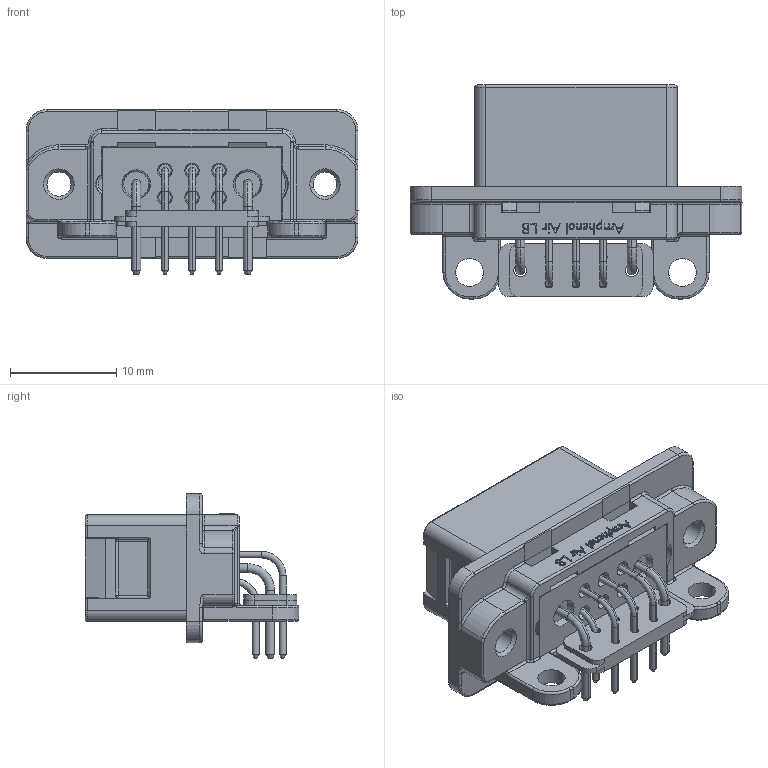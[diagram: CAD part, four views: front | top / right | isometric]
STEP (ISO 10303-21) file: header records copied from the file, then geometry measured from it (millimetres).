
FILE_DESCRIPTION((''),'2;1');
FILE_NAME('3563_8311_320_SW0001','2022-04-11T',('gilmer'),(''),'CREO PARAMETRIC BY PTC INC, 2018360','CREO PARAMETRIC BY PTC INC, 2018360','');
FILE_SCHEMA(('CONFIG_CONTROL_DESIGN'));
Length unit declared in the file: millimetre
Products named in the file (1): 3563_8311_320_SW0001
Bounding box: 31.2 x 20.1 x 15.48 mm (x, y, z)
Volume: 2338.1 mm3; surface area: 3615.3 mm2
Topology: 1 solids, 1 shells, 962 faces, 2450 edges, 1531 vertices
Faces by surface type: plane 338, cylinder 271, extrusion 161, cone 84, torus 72, bspline 24, sphere 12
Entity records: 32291 total; most frequent: CARTESIAN_POINT 9248, ORIENTED_EDGE 4900, DIRECTION 4501, EDGE_CURVE 2450, VERTEX_POINT 1531, AXIS2_PLACEMENT_3D 1519, VECTOR 1463, LINE 1302
